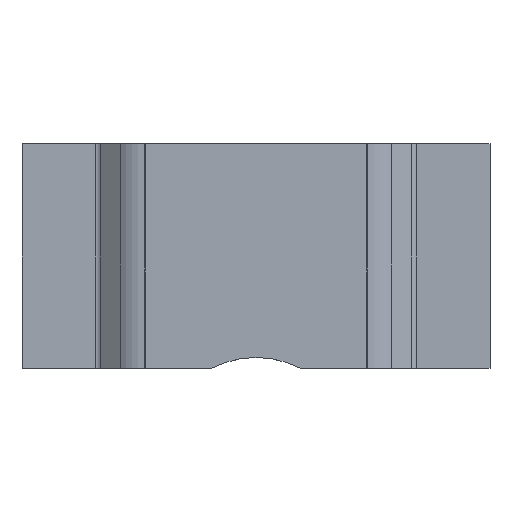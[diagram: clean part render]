
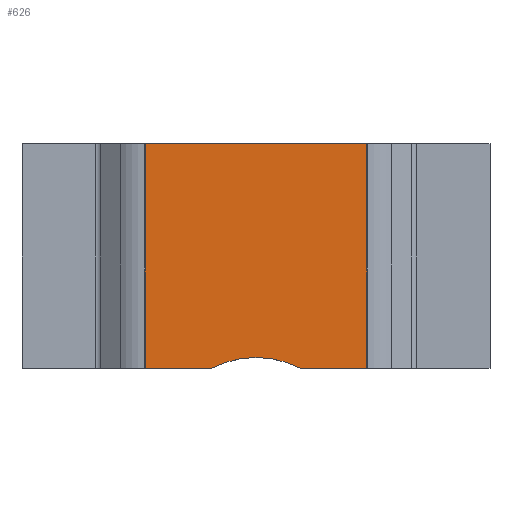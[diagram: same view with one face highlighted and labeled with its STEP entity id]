
A CAD part, top view. The second image highlights one B-rep face of the part: STEP entity #626.
In plain terms, the highlighted planar face has unit normal (0, 0, 1).
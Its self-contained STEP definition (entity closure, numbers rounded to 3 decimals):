
#35=FACE_OUTER_BOUND('',#71,.T.);
#71=EDGE_LOOP('',(#442,#443,#444,#445,#446,#447));
#101=CIRCLE('',#674,1.3);
#126=LINE('',#930,#198);
#127=LINE('',#933,#199);
#129=LINE('',#937,#201);
#131=LINE('',#941,#203);
#133=LINE('',#944,#205);
#198=VECTOR('',#745,1000.);
#199=VECTOR('',#748,1000.);
#201=VECTOR('',#752,1000.);
#203=VECTOR('',#756,1000.);
#205=VECTOR('',#760,1000.);
#268=VERTEX_POINT('',#922);
#269=VERTEX_POINT('',#924);
#270=VERTEX_POINT('',#928);
#271=VERTEX_POINT('',#932);
#272=VERTEX_POINT('',#936);
#273=VERTEX_POINT('',#940);
#329=EDGE_CURVE('',#269,#268,#101,.T.);
#332=EDGE_CURVE('',#269,#270,#126,.T.);
#333=EDGE_CURVE('',#270,#271,#127,.T.);
#335=EDGE_CURVE('',#271,#272,#129,.T.);
#337=EDGE_CURVE('',#272,#273,#131,.T.);
#339=EDGE_CURVE('',#273,#268,#133,.T.);
#442=ORIENTED_EDGE('',*,*,#333,.F.);
#443=ORIENTED_EDGE('',*,*,#332,.F.);
#444=ORIENTED_EDGE('',*,*,#329,.T.);
#445=ORIENTED_EDGE('',*,*,#339,.F.);
#446=ORIENTED_EDGE('',*,*,#337,.F.);
#447=ORIENTED_EDGE('',*,*,#335,.F.);
#598=PLANE('',#680);
#626=ADVANCED_FACE('',(#35),#598,.T.);
#674=AXIS2_PLACEMENT_3D('',#925,#739,#740);
#680=AXIS2_PLACEMENT_3D('',#945,#761,#762);
#739=DIRECTION('center_axis',(0.,0.,-1.));
#740=DIRECTION('ref_axis',(0.,-1.,0.));
#745=DIRECTION('',(-1.,0.,0.));
#748=DIRECTION('',(0.,1.,0.));
#752=DIRECTION('',(1.,0.,0.));
#756=DIRECTION('',(0.,-1.,0.));
#760=DIRECTION('',(-1.,0.,0.));
#761=DIRECTION('center_axis',(0.,0.,1.));
#762=DIRECTION('ref_axis',(0.,-1.,0.));
#922=CARTESIAN_POINT('',(0.602,-1.525,0.828));
#924=CARTESIAN_POINT('',(-0.602,-1.525,0.828));
#925=CARTESIAN_POINT('Origin',(0.,-2.677,0.828));
#928=CARTESIAN_POINT('',(-1.5,-1.525,0.828));
#930=CARTESIAN_POINT('',(-1.5,-1.525,0.828));
#932=CARTESIAN_POINT('',(-1.5,1.525,0.828));
#933=CARTESIAN_POINT('',(-1.5,1.525,0.828));
#936=CARTESIAN_POINT('',(1.5,1.525,0.828));
#937=CARTESIAN_POINT('',(1.5,1.525,0.828));
#940=CARTESIAN_POINT('',(1.5,-1.525,0.828));
#941=CARTESIAN_POINT('',(1.5,-1.525,0.828));
#944=CARTESIAN_POINT('',(-1.5,-1.525,0.828));
#945=CARTESIAN_POINT('Origin',(-1.5,-1.525,0.828));
